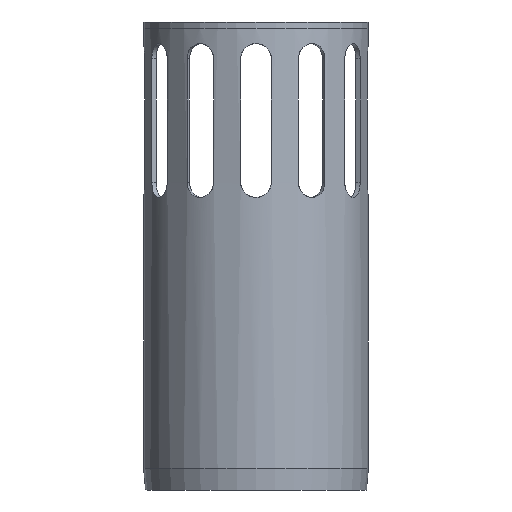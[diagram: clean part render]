
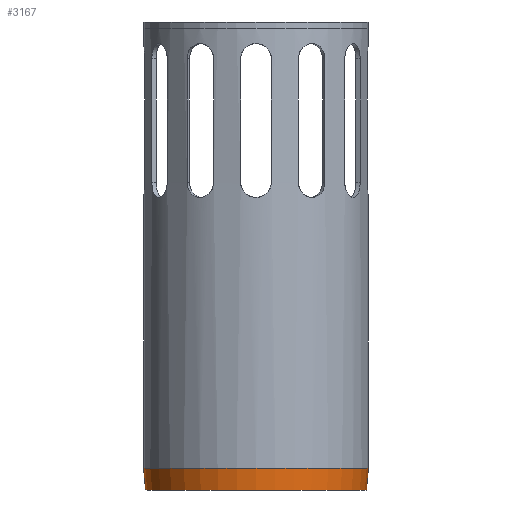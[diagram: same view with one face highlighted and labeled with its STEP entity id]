
A CAD part, front view. The second image highlights one B-rep face of the part: STEP entity #3167.
In plain terms, the highlighted conical face has half-angle 5 degrees and reference radius 361.938 mm.
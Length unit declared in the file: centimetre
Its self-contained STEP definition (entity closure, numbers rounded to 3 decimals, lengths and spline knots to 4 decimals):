
#20=CONICAL_SURFACE('',#3328,36.1938,0.087);
#98=CIRCLE('',#3327,35.8876);
#99=CIRCLE('',#3329,36.5);
#245=FACE_OUTER_BOUND('',#410,.T.);
#410=EDGE_LOOP('',(#2354,#2355,#2356,#2357));
#672=LINE('',#6070,#1056);
#1056=VECTOR('',#3660,36.1938);
#1444=VERTEX_POINT('',#6064);
#1445=VERTEX_POINT('',#6068);
#1796=EDGE_CURVE('',#1444,#1444,#98,.T.);
#1797=EDGE_CURVE('',#1445,#1445,#99,.T.);
#1798=EDGE_CURVE('',#1445,#1444,#672,.T.);
#2354=ORIENTED_EDGE('',*,*,#1797,.F.);
#2355=ORIENTED_EDGE('',*,*,#1798,.T.);
#2356=ORIENTED_EDGE('',*,*,#1796,.T.);
#2357=ORIENTED_EDGE('',*,*,#1798,.F.);
#3167=ADVANCED_FACE('',(#245),#20,.T.);
#3327=AXIS2_PLACEMENT_3D('',#6066,#3654,#3655);
#3328=AXIS2_PLACEMENT_3D('',#6067,#3656,#3657);
#3329=AXIS2_PLACEMENT_3D('',#6069,#3658,#3659);
#3654=DIRECTION('center_axis',(0.,0.,1.));
#3655=DIRECTION('ref_axis',(1.,0.,0.));
#3656=DIRECTION('center_axis',(0.,0.,1.));
#3657=DIRECTION('ref_axis',(1.,0.,0.));
#3658=DIRECTION('center_axis',(0.,0.,1.));
#3659=DIRECTION('ref_axis',(1.,0.,0.));
#3660=DIRECTION('',(0.087,0.,-0.996));
#6064=CARTESIAN_POINT('',(484.1124,0.,0.));
#6066=CARTESIAN_POINT('Origin',(520.,0.,0.));
#6067=CARTESIAN_POINT('Origin',(520.,0.,3.5));
#6068=CARTESIAN_POINT('',(483.5,0.,7.));
#6069=CARTESIAN_POINT('Origin',(520.,0.,7.));
#6070=CARTESIAN_POINT('',(483.8062,0.,3.5));
